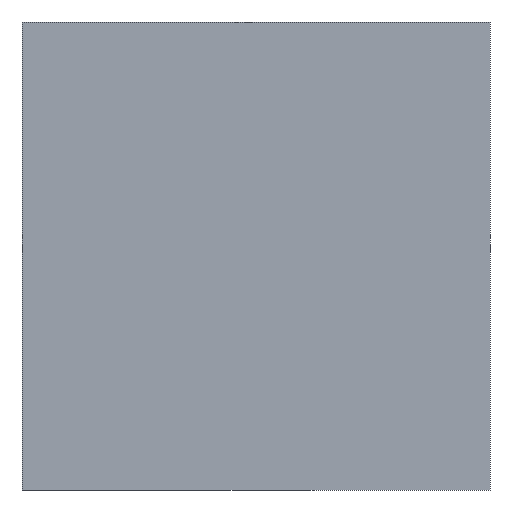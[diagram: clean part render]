
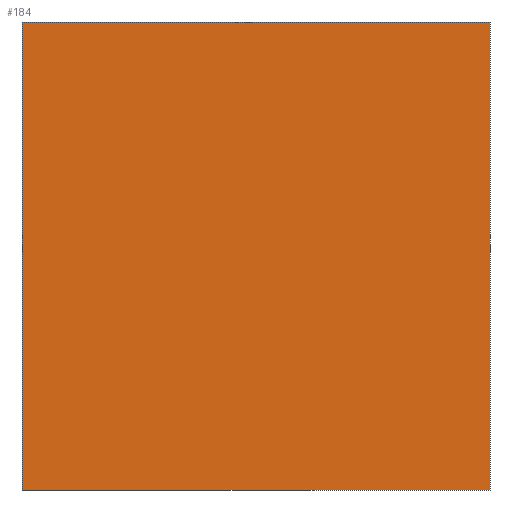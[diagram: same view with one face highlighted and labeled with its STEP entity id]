
A CAD part, left-side view. The second image highlights one B-rep face of the part: STEP entity #184.
In plain terms, the highlighted planar face has unit normal (-1, 0, 0).
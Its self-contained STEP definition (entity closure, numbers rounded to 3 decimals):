
#19=PLANE('',#210);
#29=FACE_OUTER_BOUND('',#39,.T.);
#39=EDGE_LOOP('',(#150,#151,#152,#153));
#57=LINE('',#296,#79);
#58=LINE('',#299,#80);
#59=LINE('',#301,#81);
#60=LINE('',#302,#82);
#79=VECTOR('',#244,10.);
#80=VECTOR('',#247,10.);
#81=VECTOR('',#248,10.);
#82=VECTOR('',#249,10.);
#100=VERTEX_POINT('',#292);
#101=VERTEX_POINT('',#294);
#102=VERTEX_POINT('',#298);
#103=VERTEX_POINT('',#300);
#121=EDGE_CURVE('',#100,#101,#57,.T.);
#122=EDGE_CURVE('',#102,#100,#58,.T.);
#123=EDGE_CURVE('',#103,#101,#59,.T.);
#124=EDGE_CURVE('',#102,#103,#60,.T.);
#150=ORIENTED_EDGE('',*,*,#122,.T.);
#151=ORIENTED_EDGE('',*,*,#121,.T.);
#152=ORIENTED_EDGE('',*,*,#123,.F.);
#153=ORIENTED_EDGE('',*,*,#124,.F.);
#184=ADVANCED_FACE('',(#29),#19,.T.);
#210=AXIS2_PLACEMENT_3D('',#297,#245,#246);
#244=DIRECTION('',(0.,0.,1.));
#245=DIRECTION('center_axis',(-1.,0.,0.));
#246=DIRECTION('ref_axis',(0.,-1.,0.));
#247=DIRECTION('',(0.,-1.,0.));
#248=DIRECTION('',(0.,-1.,0.));
#249=DIRECTION('',(0.,0.,1.));
#292=CARTESIAN_POINT('',(0.,0.,0.));
#294=CARTESIAN_POINT('',(0.,0.,12.));
#296=CARTESIAN_POINT('',(0.,0.,0.));
#297=CARTESIAN_POINT('Origin',(0.,12.,0.));
#298=CARTESIAN_POINT('',(0.,12.,0.));
#299=CARTESIAN_POINT('',(0.,12.,0.));
#300=CARTESIAN_POINT('',(0.,12.,12.));
#301=CARTESIAN_POINT('',(0.,12.,12.));
#302=CARTESIAN_POINT('',(0.,12.,0.));
